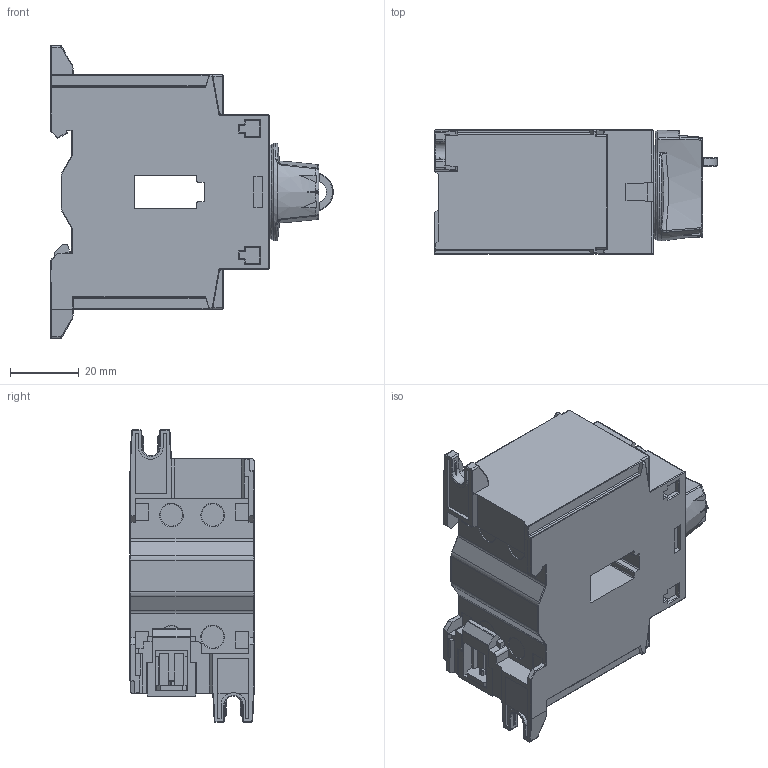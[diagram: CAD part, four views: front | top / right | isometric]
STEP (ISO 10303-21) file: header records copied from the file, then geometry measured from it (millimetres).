
FILE_DESCRIPTION (( 'STEP AP214' ), '1' );
FILE_NAME ('ZH37-340_316_325_332.STEP', '2025-02-14T08:50:13', ( '' ), ( '' ), 'SwSTEP 2.0', 'SolidWorks 2022', '' );
FILE_SCHEMA (( 'AUTOMOTIVE_DESIGN' ));
Length unit declared in the file: millimetre
Products named in the file (1): ZH37-340_316_325_332
Bounding box: 82 x 36.05 x 85 mm (x, y, z)
Volume: 133862.5 mm3; surface area: 23272 mm2
Topology: 1 solids, 20 shells, 1470 faces, 3918 edges, 2501 vertices
Faces by surface type: plane 982, cylinder 247, torus 118, bspline 76, cone 38, sphere 9
Entity records: 64125 total; most frequent: CARTESIAN_POINT 13599, ORIENTED_EDGE 7808, DIRECTION 6913, EDGE_CURVE 3904, LINE 2847, VECTOR 2847, VERTEX_POINT 2500, AXIS2_PLACEMENT_3D 2033
